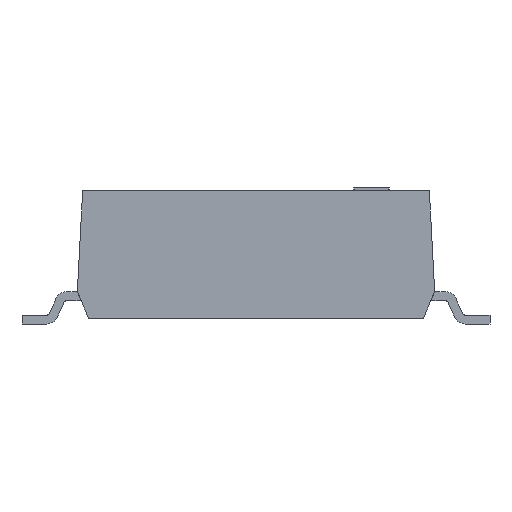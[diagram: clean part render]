
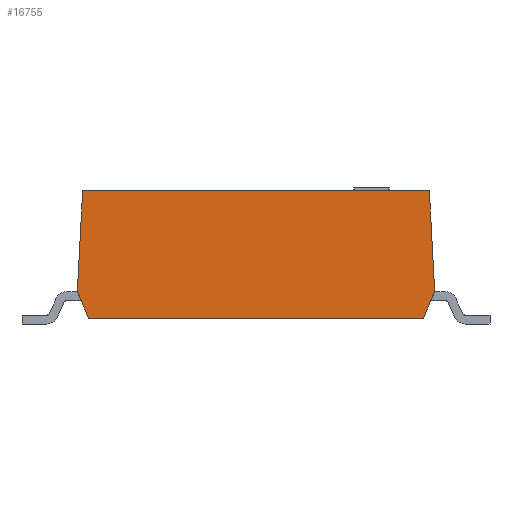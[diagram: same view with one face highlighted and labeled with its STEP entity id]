
A CAD part, front view. The second image highlights one B-rep face of the part: STEP entity #16755.
In plain terms, the highlighted planar face has unit normal (0, -1, 0).
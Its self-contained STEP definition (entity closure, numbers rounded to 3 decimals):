
#16509=CARTESIAN_POINT('',(-2.905,-5.641,0.102));
#16510=VERTEX_POINT('',#16509);
#16517=CARTESIAN_POINT('',(-3.1,-5.641,0.562));
#16518=VERTEX_POINT('',#16517);
#16519=CARTESIAN_POINT('',(-3.1,-5.641,0.562));
#16520=DIRECTION('',(0.391,0.0,-0.921));
#16521=VECTOR('',#16520,0.5);
#16522=LINE('',#16519,#16521);
#16523=EDGE_CURVE('',#16518,#16510,#16522,.T.);
#16547=CARTESIAN_POINT('',(2.905,-5.641,0.102));
#16548=VERTEX_POINT('',#16547);
#16555=CARTESIAN_POINT('',(-2.905,-5.641,0.102));
#16556=DIRECTION('',(1.0,0.0,0.0));
#16557=VECTOR('',#16556,5.809);
#16558=LINE('',#16555,#16557);
#16559=EDGE_CURVE('',#16510,#16548,#16558,.T.);
#16578=CARTESIAN_POINT('',(3.1,-5.641,0.562));
#16579=VERTEX_POINT('',#16578);
#16586=CARTESIAN_POINT('',(2.905,-5.641,0.102));
#16587=DIRECTION('',(0.391,0.0,0.921));
#16588=VECTOR('',#16587,0.5);
#16589=LINE('',#16586,#16588);
#16590=EDGE_CURVE('',#16548,#16579,#16589,.T.);
#16609=CARTESIAN_POINT('',(3.008,-5.641,2.312));
#16610=VERTEX_POINT('',#16609);
#16617=CARTESIAN_POINT('',(3.1,-5.641,0.562));
#16618=DIRECTION('',(-0.052,0.0,0.999));
#16619=VECTOR('',#16618,1.752);
#16620=LINE('',#16617,#16619);
#16621=EDGE_CURVE('',#16579,#16610,#16620,.T.);
#16640=CARTESIAN_POINT('',(-3.008,-5.641,2.312));
#16641=VERTEX_POINT('',#16640);
#16648=CARTESIAN_POINT('',(3.008,-5.641,2.312));
#16649=DIRECTION('',(-1.0,0.0,0.0));
#16650=VECTOR('',#16649,6.017);
#16651=LINE('',#16648,#16650);
#16652=EDGE_CURVE('',#16610,#16641,#16651,.T.);
#16718=CARTESIAN_POINT('',(-3.008,-5.641,2.312));
#16719=DIRECTION('',(-0.052,0.0,-0.999));
#16720=VECTOR('',#16719,1.752);
#16721=LINE('',#16718,#16720);
#16722=EDGE_CURVE('',#16641,#16518,#16721,.T.);
#16742=CARTESIAN_POINT('',(0.0,-5.641,1.216));
#16743=DIRECTION('',(0.0,1.0,0.0));
#16744=DIRECTION('',(0.0,0.0,1.0));
#16745=AXIS2_PLACEMENT_3D('',#16742,#16743,#16744);
#16746=PLANE('',#16745);
#16747=ORIENTED_EDGE('',*,*,#16722,.T.);
#16748=ORIENTED_EDGE('',*,*,#16523,.T.);
#16749=ORIENTED_EDGE('',*,*,#16559,.T.);
#16750=ORIENTED_EDGE('',*,*,#16590,.T.);
#16751=ORIENTED_EDGE('',*,*,#16621,.T.);
#16752=ORIENTED_EDGE('',*,*,#16652,.T.);
#16753=EDGE_LOOP('',(#16747,#16748,#16749,#16750,#16751,#16752));
#16754=FACE_OUTER_BOUND('',#16753,.T.);
#16755=ADVANCED_FACE('',(#16754),#16746,.F.);
